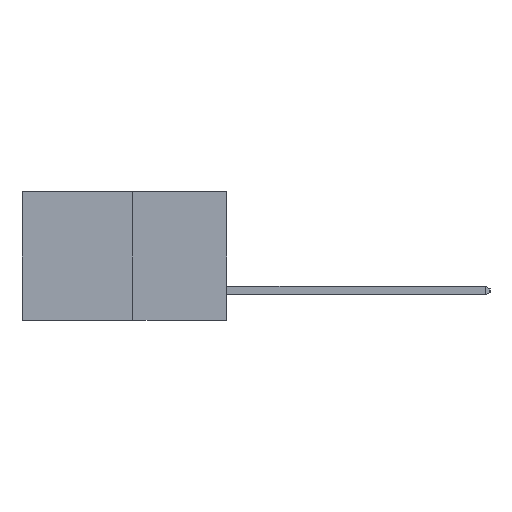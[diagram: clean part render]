
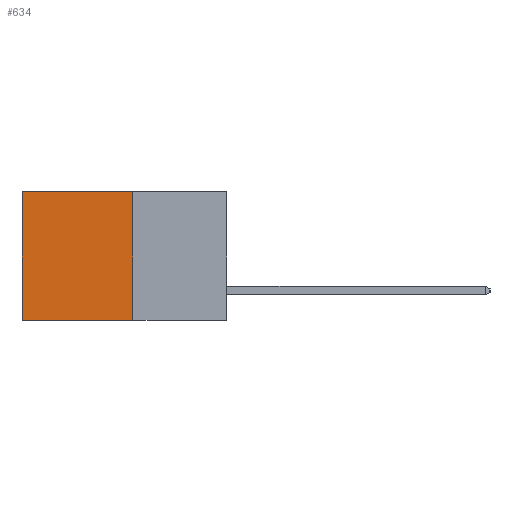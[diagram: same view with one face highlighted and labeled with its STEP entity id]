
A CAD part, left-side view. The second image highlights one B-rep face of the part: STEP entity #634.
In plain terms, the highlighted planar face has unit normal (-1, 0, 0).
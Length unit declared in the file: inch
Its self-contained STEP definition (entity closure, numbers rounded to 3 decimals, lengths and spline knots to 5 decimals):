
#335 = ORIENTED_EDGE ( 'NONE', *, *, #5533, .T. ) ;
#634 = ADVANCED_FACE ( 'NONE', ( #7457 ), #7887, .F. ) ;
#754 = LINE ( 'NONE', #1302, #10514 ) ;
#827 = VECTOR ( 'NONE', #4401, 39.37008 ) ;
#1302 = CARTESIAN_POINT ( 'NONE',  ( 0.277, 0.27, 0. ) ) ;
#1498 = VERTEX_POINT ( 'NONE', #4933 ) ;
#1650 = CARTESIAN_POINT ( 'NONE',  ( 0.277, 0.27, -0.37 ) ) ;
#1715 = CARTESIAN_POINT ( 'NONE',  ( 0.277, 0.27, -0.37 ) ) ;
#2568 = DIRECTION ( 'NONE',  ( 1., 0., 0. ) ) ;
#2857 = DIRECTION ( 'NONE',  ( 0., 0., -1. ) ) ;
#3076 = CARTESIAN_POINT ( 'NONE',  ( 0.277, 0.27, 0. ) ) ;
#3457 = VERTEX_POINT ( 'NONE', #3076 ) ;
#3512 = DIRECTION ( 'NONE',  ( 0., 0., -1. ) ) ;
#4401 = DIRECTION ( 'NONE',  ( 0., 1., 0. ) ) ;
#4471 = LINE ( 'NONE', #8388, #9087 ) ;
#4639 = CARTESIAN_POINT ( 'NONE',  ( 0.277, 0.59, 0. ) ) ;
#4933 = CARTESIAN_POINT ( 'NONE',  ( 0.277, 0.27, -0.37 ) ) ;
#4972 = EDGE_CURVE ( 'NONE', #3457, #8665, #754, .T. ) ;
#5517 = EDGE_CURVE ( 'NONE', #3457, #1498, #9948, .T. ) ;
#5533 = EDGE_CURVE ( 'NONE', #8665, #10429, #4471, .T. ) ;
#5951 = AXIS2_PLACEMENT_3D ( 'NONE', #1650, #2568, #2857 ) ;
#6921 = VECTOR ( 'NONE', #7836, 39.37008 ) ;
#7307 = EDGE_CURVE ( 'NONE', #1498, #10429, #8171, .T. ) ;
#7457 = FACE_OUTER_BOUND ( 'NONE', #9935, .T. ) ;
#7836 = DIRECTION ( 'NONE',  ( 0., 0., -1. ) ) ;
#7887 = PLANE ( 'NONE',  #5951 ) ;
#8049 = CARTESIAN_POINT ( 'NONE',  ( 0.277, 0.59, -0.37 ) ) ;
#8171 = LINE ( 'NONE', #9920, #827 ) ;
#8388 = CARTESIAN_POINT ( 'NONE',  ( 0.277, 0.59, -0.37 ) ) ;
#8665 = VERTEX_POINT ( 'NONE', #4639 ) ;
#9087 = VECTOR ( 'NONE', #3512, 39.37008 ) ;
#9175 = ORIENTED_EDGE ( 'NONE', *, *, #5517, .F. ) ;
#9457 = ORIENTED_EDGE ( 'NONE', *, *, #7307, .F. ) ;
#9920 = CARTESIAN_POINT ( 'NONE',  ( 0.277, 0.27, -0.37 ) ) ;
#9927 = ORIENTED_EDGE ( 'NONE', *, *, #4972, .T. ) ;
#9935 = EDGE_LOOP ( 'NONE', ( #335, #9457, #9175, #9927 ) ) ;
#9948 = LINE ( 'NONE', #1715, #6921 ) ;
#10429 = VERTEX_POINT ( 'NONE', #8049 ) ;
#10514 = VECTOR ( 'NONE', #10648, 39.37008 ) ;
#10648 = DIRECTION ( 'NONE',  ( 0., 1., 0. ) ) ;
